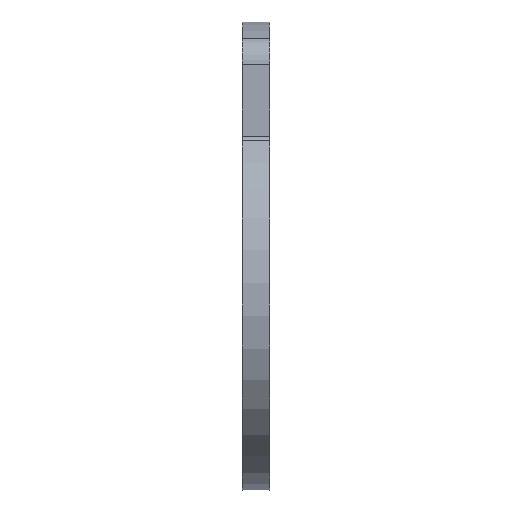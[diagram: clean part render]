
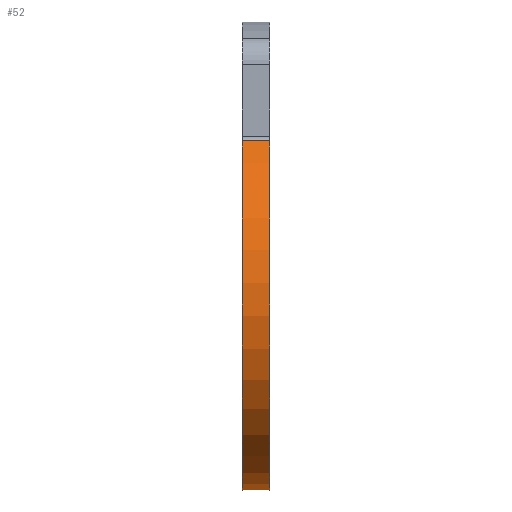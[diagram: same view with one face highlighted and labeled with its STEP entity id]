
A CAD part, left-side view. The second image highlights one B-rep face of the part: STEP entity #52.
In plain terms, the highlighted cylindrical face has radius 6.93 mm (diameter 13.86 mm), a partial arc.
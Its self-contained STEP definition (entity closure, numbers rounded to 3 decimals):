
#10 = CARTESIAN_POINT ( 'NONE',  ( 0., 0.5, -0.37 ) ) ;
#12 = CYLINDRICAL_SURFACE ( 'NONE', #198, 6.93 ) ;
#18 = DIRECTION ( 'NONE',  ( 0., 0., 1. ) ) ;
#28 = ORIENTED_EDGE ( 'NONE', *, *, #493, .T. ) ;
#52 = ADVANCED_FACE ( 'NONE', ( #497 ), #12, .T. ) ;
#79 = ORIENTED_EDGE ( 'NONE', *, *, #474, .T. ) ;
#144 = ORIENTED_EDGE ( 'NONE', *, *, #247, .T. ) ;
#154 = CARTESIAN_POINT ( 'NONE',  ( -4.082, 0.5, 5.23 ) ) ;
#164 = CARTESIAN_POINT ( 'NONE',  ( 4.082, -0.5, 5.23 ) ) ;
#170 = VERTEX_POINT ( 'NONE', #284 ) ;
#198 = AXIS2_PLACEMENT_3D ( 'NONE', #293, #340, #661 ) ;
#223 = EDGE_CURVE ( 'NONE', #467, #449, #482, .T. ) ;
#247 = EDGE_CURVE ( 'NONE', #467, #576, #391, .T. ) ;
#259 = LINE ( 'NONE', #154, #491 ) ;
#284 = CARTESIAN_POINT ( 'NONE',  ( -4.082, -0.5, 5.23 ) ) ;
#293 = CARTESIAN_POINT ( 'NONE',  ( 0., 0.5, -0.37 ) ) ;
#340 = DIRECTION ( 'NONE',  ( 0., -1., 0. ) ) ;
#376 = CARTESIAN_POINT ( 'NONE',  ( 0., -0.5, -0.37 ) ) ;
#386 = CARTESIAN_POINT ( 'NONE',  ( 4.082, 0.5, 5.23 ) ) ;
#391 = LINE ( 'NONE', #386, #651 ) ;
#434 = AXIS2_PLACEMENT_3D ( 'NONE', #376, #485, #590 ) ;
#449 = VERTEX_POINT ( 'NONE', #585 ) ;
#467 = VERTEX_POINT ( 'NONE', #478 ) ;
#474 = EDGE_CURVE ( 'NONE', #170, #449, #259, .T. ) ;
#476 = DIRECTION ( 'NONE',  ( 0., 1., 0. ) ) ;
#478 = CARTESIAN_POINT ( 'NONE',  ( 4.082, 0.5, 5.23 ) ) ;
#482 = CIRCLE ( 'NONE', #529, 6.93 ) ;
#485 = DIRECTION ( 'NONE',  ( 0., 1., 0. ) ) ;
#491 = VECTOR ( 'NONE', #476, 1000. ) ;
#493 = EDGE_CURVE ( 'NONE', #576, #170, #540, .T. ) ;
#497 = FACE_OUTER_BOUND ( 'NONE', #512, .T. ) ;
#506 = DIRECTION ( 'NONE',  ( 0., -1., 0. ) ) ;
#512 = EDGE_LOOP ( 'NONE', ( #28, #79, #628, #144 ) ) ;
#529 = AXIS2_PLACEMENT_3D ( 'NONE', #10, #550, #18 ) ;
#540 = CIRCLE ( 'NONE', #434, 6.93 ) ;
#550 = DIRECTION ( 'NONE',  ( 0., 1., 0. ) ) ;
#576 = VERTEX_POINT ( 'NONE', #164 ) ;
#585 = CARTESIAN_POINT ( 'NONE',  ( -4.082, 0.5, 5.23 ) ) ;
#590 = DIRECTION ( 'NONE',  ( 0., 0., 1. ) ) ;
#628 = ORIENTED_EDGE ( 'NONE', *, *, #223, .F. ) ;
#651 = VECTOR ( 'NONE', #506, 1000. ) ;
#661 = DIRECTION ( 'NONE',  ( 0., 0., -1. ) ) ;
